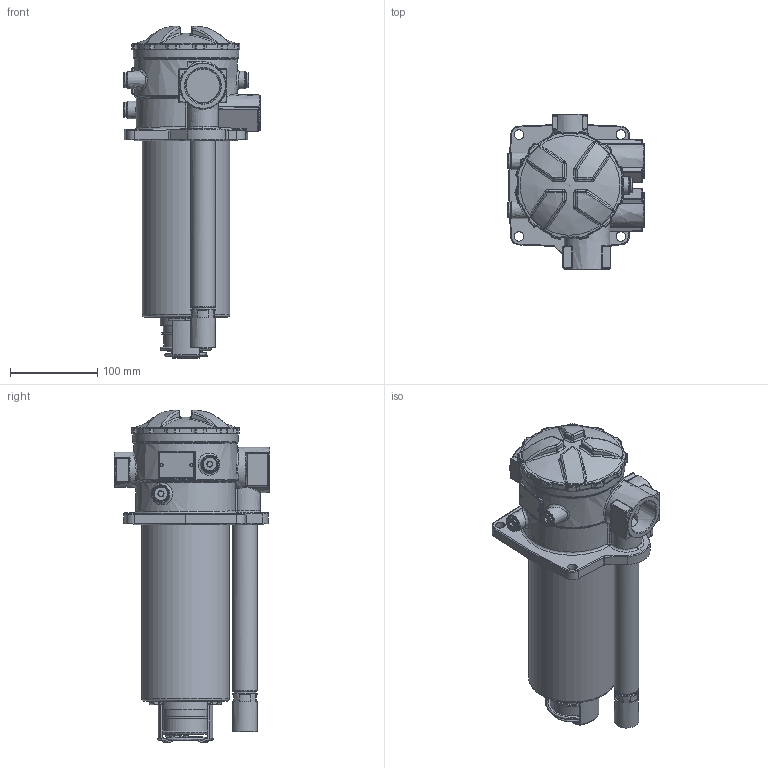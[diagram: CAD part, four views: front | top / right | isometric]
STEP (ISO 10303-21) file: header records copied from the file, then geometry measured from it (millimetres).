
FILE_DESCRIPTION((''),'2;1');
FILE_NAME('E158-168.stp','2013-04-24T10:01:37', ('User'),('SDRC'),'I-DEAS Master Series 9','UNIX','Yes');
FILE_SCHEMA(('AUTOMOTIVE_DESIGN { 1 0 10303 214 1 1 1 1 }'));
Length unit declared in the file: millimetre
Products named in the file (1): 13576601(261280)
Bounding box: 156.09 x 178 x 379.93 mm (x, y, z)
Volume: 3394433.5 mm3; surface area: 256154.4 mm2
Topology: 1 solids, 13 shells, 1549 faces, 3681 edges, 1992 vertices
Faces by surface type: bspline 1549
Entity records: 59690 total; most frequent: CARTESIAN_POINT 40225, ORIENTED_EDGE 6958, EDGE_CURVE 3479, VERTEX_POINT 1986, B_SPLINE_CURVE_WITH_KNOTS 1643, EDGE_LOOP 1641, FACE_OUTER_BOUND 1549, ADVANCED_FACE 1549
